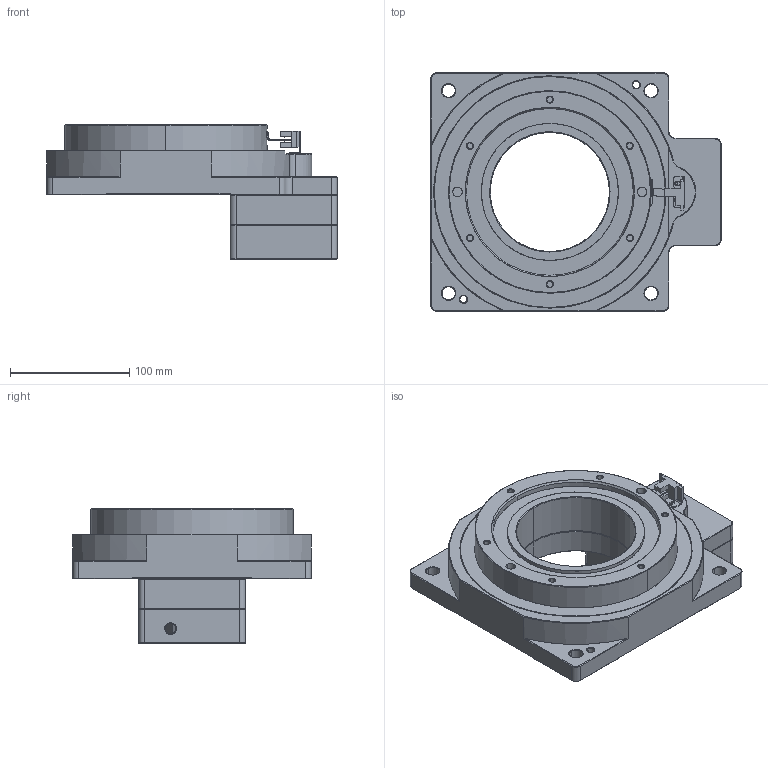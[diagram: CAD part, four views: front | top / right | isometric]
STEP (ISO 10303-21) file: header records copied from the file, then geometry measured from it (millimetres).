
FILE_DESCRIPTION(/* description */ (''),/* implementation_level */ '2;1');
FILE_NAME(/* name */ 'DTN200-10(18)-19-35-70-90-M5.stp',/* time_stamp */ '2021-02-27T16:35:21+08:00',/* author */ (''),/* organization */ (''),/* preprocessor_version */ 'ST-DEVELOPER v16',/* originating_system */ 'SIEMENS PLM Software NX 10.0',/* authorisation */ '');
FILE_SCHEMA (('AUTOMOTIVE_DESIGN { 1 0 10303 214 3 1 1 1 }'));
Products named in the file (1): DTN200-10_18_-19-35-70-90-M5_stp
Bounding box: 243.9 x 200 x 113 mm (x, y, z)
Surface area: 206058 mm2 (no closed solid volume)
Topology: 0 solids, 1459 shells, 1459 faces, 6884 edges, 6813 vertices
Faces by surface type: plane 642, cylinder 398, cone 383, torus 36
Entity records: 99817 total; most frequent: CARTESIAN_POINT 28883, DIRECTION 8758, ORIENTED_EDGE 6818, EDGE_CURVE 6818, VERTEX_POINT 6811, AXIS2_PLACEMENT_3D 3375, PRESENTATION_STYLE_ASSIGNMENT 2918, SURFACE_STYLE_USAGE 2918
